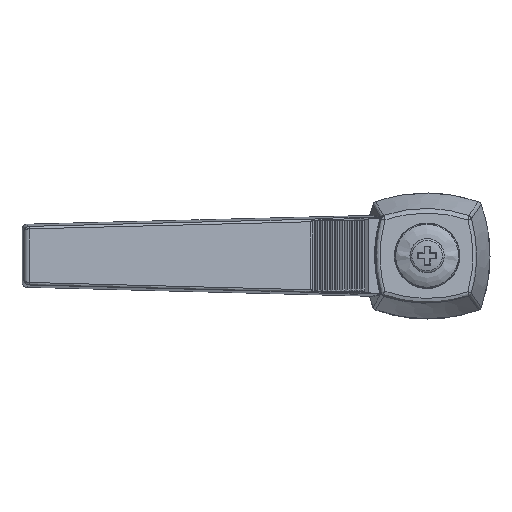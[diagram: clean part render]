
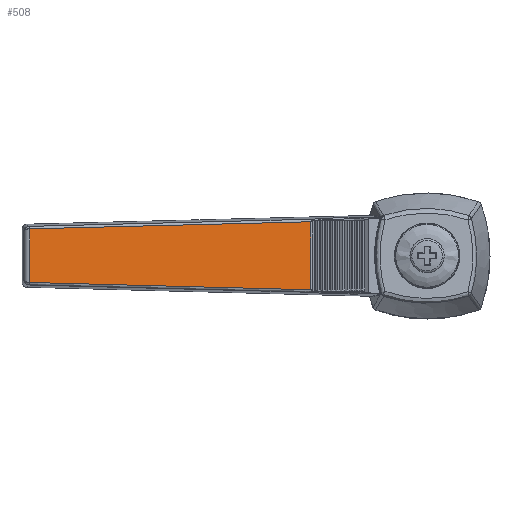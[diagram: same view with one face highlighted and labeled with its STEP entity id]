
A CAD part, top view. The second image highlights one B-rep face of the part: STEP entity #508.
In plain terms, the highlighted planar face has unit normal (0.174, 0, 0.985).
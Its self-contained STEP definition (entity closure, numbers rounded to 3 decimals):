
#508 = ADVANCED_FACE( '', ( #1122 ), #1123, .F. );
#1122 = FACE_OUTER_BOUND( '', #4940, .T. );
#1123 = PLANE( '', #4941 );
#4940 = EDGE_LOOP( '', ( #7858, #7859, #7860, #7861 ) );
#4941 = AXIS2_PLACEMENT_3D( '', #7862, #7863, #7864 );
#7858 = ORIENTED_EDGE( '', *, *, #9142, .T. );
#7859 = ORIENTED_EDGE( '', *, *, #9143, .T. );
#7860 = ORIENTED_EDGE( '', *, *, #9144, .T. );
#7861 = ORIENTED_EDGE( '', *, *, #9145, .T. );
#7862 = CARTESIAN_POINT( '', ( -33.905, 0., 38.274 ) );
#7863 = DIRECTION( '', ( -0.174, 0., -0.985 ) );
#7864 = DIRECTION( '', ( -0.985, 0., 0.174 ) );
#9142 = EDGE_CURVE( '', #9369, #10192, #10193, .T. );
#9143 = EDGE_CURVE( '', #10192, #10075, #10194, .F. );
#9144 = EDGE_CURVE( '', #10075, #10095, #10195, .T. );
#9145 = EDGE_CURVE( '', #10095, #9369, #10196, .F. );
#9369 = VERTEX_POINT( '', #10588 );
#10075 = VERTEX_POINT( '', #13635 );
#10095 = VERTEX_POINT( '', #13669 );
#10192 = VERTEX_POINT( '', #14188 );
#10193 = B_SPLINE_CURVE_WITH_KNOTS( '', 3, ( #14189, #14190, #14191, #14192, #14193, #14194, #14195, #14196 ), .UNSPECIFIED., .F., .F., ( 4, 2, 2, 4 ), ( 0., 0.028, 0.043, 0.057 ), .UNSPECIFIED. );
#10194 = LINE( '', #14197, #14198 );
#10195 = B_SPLINE_CURVE_WITH_KNOTS( '', 3, ( #14199, #14200, #14201, #14202, #14203, #14204, #14205, #14206 ), .UNSPECIFIED., .F., .F., ( 4, 2, 2, 4 ), ( 0.001, 0.015, 0.029, 0.058 ), .UNSPECIFIED. );
#10196 = LINE( '', #14207, #14208 );
#10588 = CARTESIAN_POINT( '', ( -23.09, 6.754, 36.367 ) );
#13635 = CARTESIAN_POINT( '', ( -78.94, -5.324, 46.215 ) );
#13669 = CARTESIAN_POINT( '', ( -23.09, -6.754, 36.367 ) );
#14188 = CARTESIAN_POINT( '', ( -78.94, 5.324, 46.215 ) );
#14189 = CARTESIAN_POINT( '', ( -23.09, 6.754, 36.367 ) );
#14190 = CARTESIAN_POINT( '', ( -32.398, 6.514, 38.009 ) );
#14191 = CARTESIAN_POINT( '', ( -41.706, 6.275, 39.65 ) );
#14192 = CARTESIAN_POINT( '', ( -55.669, 5.918, 42.112 ) );
#14193 = CARTESIAN_POINT( '', ( -60.323, 5.798, 42.932 ) );
#14194 = CARTESIAN_POINT( '', ( -69.631, 5.561, 44.574 ) );
#14195 = CARTESIAN_POINT( '', ( -74.286, 5.442, 45.394 ) );
#14196 = CARTESIAN_POINT( '', ( -78.94, 5.324, 46.215 ) );
#14197 = CARTESIAN_POINT( '', ( -78.94, 0., 46.215 ) );
#14198 = VECTOR( '', #15312, 1000. );
#14199 = CARTESIAN_POINT( '', ( -78.94, -5.324, 46.215 ) );
#14200 = CARTESIAN_POINT( '', ( -74.286, -5.442, 45.394 ) );
#14201 = CARTESIAN_POINT( '', ( -69.631, -5.561, 44.574 ) );
#14202 = CARTESIAN_POINT( '', ( -60.323, -5.798, 42.932 ) );
#14203 = CARTESIAN_POINT( '', ( -55.669, -5.918, 42.112 ) );
#14204 = CARTESIAN_POINT( '', ( -41.706, -6.275, 39.65 ) );
#14205 = CARTESIAN_POINT( '', ( -32.398, -6.514, 38.009 ) );
#14206 = CARTESIAN_POINT( '', ( -23.09, -6.754, 36.367 ) );
#14207 = CARTESIAN_POINT( '', ( -23.09, 6.986, 36.367 ) );
#14208 = VECTOR( '', #15313, 1000. );
#15312 = DIRECTION( '', ( 0., 1., 0. ) );
#15313 = DIRECTION( '', ( 0., -1., 0. ) );
